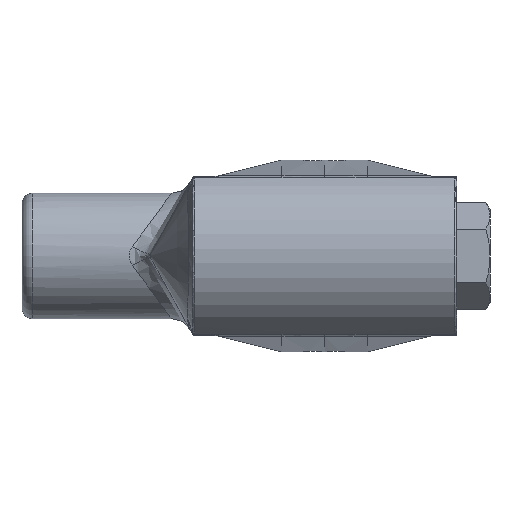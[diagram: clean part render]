
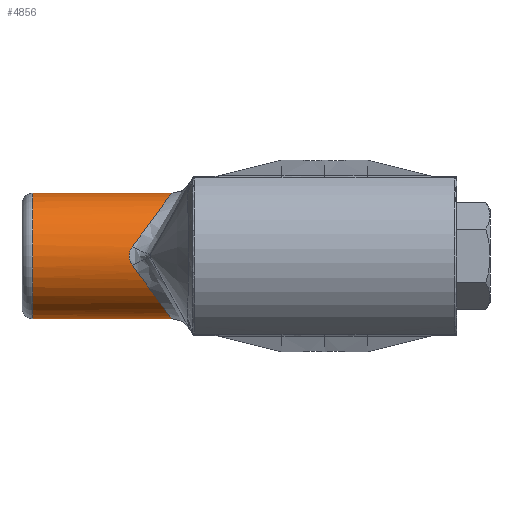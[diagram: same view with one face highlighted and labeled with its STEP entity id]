
A CAD part, left-side view. The second image highlights one B-rep face of the part: STEP entity #4856.
In plain terms, the highlighted cylindrical face has radius 7.493 mm (diameter 14.986 mm), a partial arc.
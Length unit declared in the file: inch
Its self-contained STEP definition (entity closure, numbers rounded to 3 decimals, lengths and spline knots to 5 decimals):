
#59 = CARTESIAN_POINT ( 'NONE',  ( -0.26945, 1.29112, -0.19478 ) ) ;
#60 = CIRCLE ( 'NONE', #3904, 0.295 ) ;
#161 = CARTESIAN_POINT ( 'NONE',  ( 0., 1.92, 0. ) ) ;
#285 = CARTESIAN_POINT ( 'NONE',  ( -0.295, 1.4172, 0.00766 ) ) ;
#624 = CARTESIAN_POINT ( 'NONE',  ( 0., 1.92, -0.295 ) ) ;
#755 = CARTESIAN_POINT ( 'NONE',  ( 0., 1.87, 0. ) ) ;
#784 = CARTESIAN_POINT ( 'NONE',  ( -0.29184, 1.40243, -0.04307 ) ) ;
#1018 = EDGE_CURVE ( 'NONE', #1418, #3591, #3461, .T. ) ;
#1103 = VECTOR ( 'NONE', #3605, 39.37008 ) ;
#1108 = AXIS2_PLACEMENT_3D ( 'NONE', #161, #1201, #1672 ) ;
#1120 = CARTESIAN_POINT ( 'NONE',  ( -0.29184, 1.40243, 0.04307 ) ) ;
#1159 = CARTESIAN_POINT ( 'NONE',  ( 0., 1.21759, -0.295 ) ) ;
#1161 = B_SPLINE_CURVE_WITH_KNOTS ( 'NONE', 3,
 ( #2996, #4143, #1796, #4520, #3781, #285, #2663, #4598, #3076, #1120 ),
 .UNSPECIFIED., .F., .F.,
 ( 4, 2, 2, 2, 4 ),
 ( 0., 0.00059, 0.00117, 0.00176, 0.00235 ),
 .UNSPECIFIED. ) ;
#1166 = ORIENTED_EDGE ( 'NONE', *, *, #2980, .F. ) ;
#1201 = DIRECTION ( 'NONE',  ( 0., -1., 0. ) ) ;
#1203 = VERTEX_POINT ( 'NONE', #4307 ) ;
#1227 = CARTESIAN_POINT ( 'NONE',  ( -0.29184, 1.40243, 0.04307 ) ) ;
#1418 = VERTEX_POINT ( 'NONE', #1227 ) ;
#1422 = VERTEX_POINT ( 'NONE', #2499 ) ;
#1466 = CARTESIAN_POINT ( 'NONE',  ( 0., 1.87, 0.295 ) ) ;
#1500 = VERTEX_POINT ( 'NONE', #3243 ) ;
#1526 = DIRECTION ( 'NONE',  ( 0., -1., 0. ) ) ;
#1542 = DIRECTION ( 'NONE',  ( 0., 0., 1. ) ) ;
#1672 = DIRECTION ( 'NONE',  ( 0., 0., -1. ) ) ;
#1699 = CARTESIAN_POINT ( 'NONE',  ( -0.29184, 1.40243, 0.04307 ) ) ;
#1727 = ORIENTED_EDGE ( 'NONE', *, *, #1018, .T. ) ;
#1789 = ORIENTED_EDGE ( 'NONE', *, *, #4757, .T. ) ;
#1796 = CARTESIAN_POINT ( 'NONE',  ( -0.29355, 1.41068, -0.0301 ) ) ;
#2122 = DIRECTION ( 'NONE',  ( 0., -1., 0. ) ) ;
#2215 = CYLINDRICAL_SURFACE ( 'NONE', #1108, 0.295 ) ;
#2374 = CARTESIAN_POINT ( 'NONE',  ( 0., 1.92, 0.295 ) ) ;
#2477 = CARTESIAN_POINT ( 'NONE',  ( -0.26945, 1.29112, 0.19478 ) ) ;
#2499 = CARTESIAN_POINT ( 'NONE',  ( 0., 1.21759, -0.295 ) ) ;
#2508 = LINE ( 'NONE', #2374, #1103 ) ;
#2663 = CARTESIAN_POINT ( 'NONE',  ( -0.29468, 1.4158, 0.01553 ) ) ;
#2814 = EDGE_CURVE ( 'NONE', #1422, #1203, #3223, .T. ) ;
#2865 = ORIENTED_EDGE ( 'NONE', *, *, #3318, .T. ) ;
#2890 = CARTESIAN_POINT ( 'NONE',  ( -0.15336, 1.21759, 0.295 ) ) ;
#2980 = EDGE_CURVE ( 'NONE', #4618, #3591, #2508, .T. ) ;
#2996 = CARTESIAN_POINT ( 'NONE',  ( -0.29184, 1.40243, -0.04307 ) ) ;
#3076 = CARTESIAN_POINT ( 'NONE',  ( -0.29276, 1.40701, 0.03683 ) ) ;
#3223 =( BOUNDED_CURVE ( )  B_SPLINE_CURVE ( 3, ( #1159, #4323, #59, #784 ),
 .UNSPECIFIED., .F., .T. ) 
 B_SPLINE_CURVE_WITH_KNOTS ( ( 4, 4 ),
 ( 0., 1.42429 ),
 .UNSPECIFIED. ) 
 CURVE ( )  GEOMETRIC_REPRESENTATION_ITEM ( )  RATIONAL_B_SPLINE_CURVE ( ( 1., 0.838, 0.838, 1. ) ) 
 REPRESENTATION_ITEM ( '' )  );
#3243 = CARTESIAN_POINT ( 'NONE',  ( 0., 1.87, -0.295 ) ) ;
#3318 = EDGE_CURVE ( 'NONE', #1203, #1418, #1161, .T. ) ;
#3461 =( BOUNDED_CURVE ( )  B_SPLINE_CURVE ( 3, ( #1699, #2477, #2890, #4914 ),
 .UNSPECIFIED., .F., .F. ) 
 B_SPLINE_CURVE_WITH_KNOTS ( ( 4, 4 ),
 ( 4.8589, 6.28319 ),
 .UNSPECIFIED. ) 
 CURVE ( )  GEOMETRIC_REPRESENTATION_ITEM ( )  RATIONAL_B_SPLINE_CURVE ( ( 1., 0.838, 0.838, 1. ) ) 
 REPRESENTATION_ITEM ( '' )  );
#3472 = EDGE_CURVE ( 'NONE', #1500, #1422, #4283, .T. ) ;
#3591 = VERTEX_POINT ( 'NONE', #4029 ) ;
#3605 = DIRECTION ( 'NONE',  ( 0., -1., 0. ) ) ;
#3668 = ORIENTED_EDGE ( 'NONE', *, *, #3472, .T. ) ;
#3781 = CARTESIAN_POINT ( 'NONE',  ( -0.295, 1.41719, -0.00773 ) ) ;
#3791 = VECTOR ( 'NONE', #2122, 39.37008 ) ;
#3904 = AXIS2_PLACEMENT_3D ( 'NONE', #755, #1526, #1542 ) ;
#4029 = CARTESIAN_POINT ( 'NONE',  ( 0., 1.21759, 0.295 ) ) ;
#4123 = FACE_OUTER_BOUND ( 'NONE', #4728, .T. ) ;
#4143 = CARTESIAN_POINT ( 'NONE',  ( -0.29276, 1.40701, -0.03683 ) ) ;
#4283 = LINE ( 'NONE', #624, #3791 ) ;
#4307 = CARTESIAN_POINT ( 'NONE',  ( -0.29184, 1.40243, -0.04307 ) ) ;
#4323 = CARTESIAN_POINT ( 'NONE',  ( -0.15336, 1.21759, -0.295 ) ) ;
#4386 = ORIENTED_EDGE ( 'NONE', *, *, #2814, .T. ) ;
#4520 = CARTESIAN_POINT ( 'NONE',  ( -0.29469, 1.41583, -0.01547 ) ) ;
#4598 = CARTESIAN_POINT ( 'NONE',  ( -0.29356, 1.41072, 0.03 ) ) ;
#4618 = VERTEX_POINT ( 'NONE', #1466 ) ;
#4728 = EDGE_LOOP ( 'NONE', ( #1166, #1789, #3668, #4386, #2865, #1727 ) ) ;
#4757 = EDGE_CURVE ( 'NONE', #4618, #1500, #60, .T. ) ;
#4856 = ADVANCED_FACE ( 'NONE', ( #4123 ), #2215, .T. ) ;
#4914 = CARTESIAN_POINT ( 'NONE',  ( 0., 1.21759, 0.295 ) ) ;
